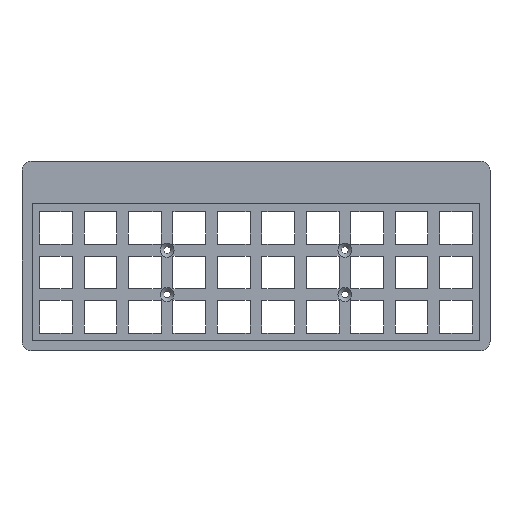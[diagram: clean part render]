
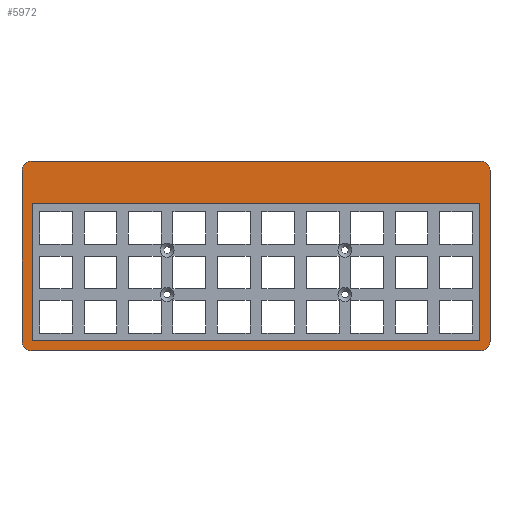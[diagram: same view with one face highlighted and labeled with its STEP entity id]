
A CAD part, top view. The second image highlights one B-rep face of the part: STEP entity #5972.
In plain terms, the highlighted planar face has unit normal (0, 0, 1).
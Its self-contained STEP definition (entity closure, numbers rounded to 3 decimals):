
#119=FACE_BOUND('',#568,.T.);
#166=FACE_OUTER_BOUND('',#567,.T.);
#567=EDGE_LOOP('',(#4303,#4304,#4305,#4306,#4307,#4308,#4309,#4310));
#568=EDGE_LOOP('',(#4311,#4312,#4313,#4314,#4315,#4316,#4317,#4318));
#1043=LINE('',#8532,#1839);
#1047=LINE('',#8544,#1843);
#1051=LINE('',#8556,#1847);
#1177=LINE('',#8822,#1973);
#1180=LINE('',#8830,#1976);
#1183=LINE('',#8838,#1979);
#1185=LINE('',#8844,#1981);
#1186=LINE('',#8845,#1982);
#1839=VECTOR('',#6848,10.);
#1843=VECTOR('',#6860,10.);
#1847=VECTOR('',#6872,10.);
#1973=VECTOR('',#7020,10.);
#1976=VECTOR('',#7029,10.);
#1979=VECTOR('',#7038,10.);
#1981=VECTOR('',#7046,10.);
#1982=VECTOR('',#7047,10.);
#2520=CIRCLE('',#6306,0.4);
#2522=CIRCLE('',#6310,0.4);
#2524=CIRCLE('',#6314,0.4);
#2526=CIRCLE('',#6318,0.4);
#2531=CIRCLE('',#6325,4.);
#2532=CIRCLE('',#6328,4.);
#2533=CIRCLE('',#6331,4.);
#2534=CIRCLE('',#6334,4.);
#2705=VERTEX_POINT('',#8522);
#2706=VERTEX_POINT('',#8524);
#2708=VERTEX_POINT('',#8530);
#2710=VERTEX_POINT('',#8536);
#2712=VERTEX_POINT('',#8542);
#2714=VERTEX_POINT('',#8548);
#2716=VERTEX_POINT('',#8554);
#2718=VERTEX_POINT('',#8560);
#2843=VERTEX_POINT('',#8814);
#2844=VERTEX_POINT('',#8815);
#2845=VERTEX_POINT('',#8820);
#2846=VERTEX_POINT('',#8824);
#2847=VERTEX_POINT('',#8828);
#2848=VERTEX_POINT('',#8832);
#2849=VERTEX_POINT('',#8834);
#2850=VERTEX_POINT('',#8840);
#3269=EDGE_CURVE('',#2705,#2706,#2520,.T.);
#3273=EDGE_CURVE('',#2705,#2708,#1043,.T.);
#3276=EDGE_CURVE('',#2710,#2708,#2522,.T.);
#3279=EDGE_CURVE('',#2710,#2712,#1047,.T.);
#3282=EDGE_CURVE('',#2714,#2712,#2524,.T.);
#3285=EDGE_CURVE('',#2714,#2716,#1051,.T.);
#3288=EDGE_CURVE('',#2718,#2716,#2526,.T.);
#3414=EDGE_CURVE('',#2843,#2844,#2531,.T.);
#3418=EDGE_CURVE('',#2843,#2845,#1177,.T.);
#3419=EDGE_CURVE('',#2846,#2845,#2532,.T.);
#3422=EDGE_CURVE('',#2846,#2847,#1180,.T.);
#3424=EDGE_CURVE('',#2848,#2849,#2533,.T.);
#3426=EDGE_CURVE('',#2848,#2844,#1183,.T.);
#3427=EDGE_CURVE('',#2850,#2847,#2534,.T.);
#3429=EDGE_CURVE('',#2850,#2849,#1185,.T.);
#3430=EDGE_CURVE('',#2718,#2706,#1186,.T.);
#4303=ORIENTED_EDGE('',*,*,#3414,.F.);
#4304=ORIENTED_EDGE('',*,*,#3418,.T.);
#4305=ORIENTED_EDGE('',*,*,#3419,.F.);
#4306=ORIENTED_EDGE('',*,*,#3422,.T.);
#4307=ORIENTED_EDGE('',*,*,#3427,.F.);
#4308=ORIENTED_EDGE('',*,*,#3429,.T.);
#4309=ORIENTED_EDGE('',*,*,#3424,.F.);
#4310=ORIENTED_EDGE('',*,*,#3426,.T.);
#4311=ORIENTED_EDGE('',*,*,#3430,.T.);
#4312=ORIENTED_EDGE('',*,*,#3269,.F.);
#4313=ORIENTED_EDGE('',*,*,#3273,.T.);
#4314=ORIENTED_EDGE('',*,*,#3276,.F.);
#4315=ORIENTED_EDGE('',*,*,#3279,.T.);
#4316=ORIENTED_EDGE('',*,*,#3282,.F.);
#4317=ORIENTED_EDGE('',*,*,#3285,.T.);
#4318=ORIENTED_EDGE('',*,*,#3288,.F.);
#5667=PLANE('',#6335);
#5972=ADVANCED_FACE('',(#166,#119),#5667,.T.);
#6306=AXIS2_PLACEMENT_3D('',#8525,#6841,#6842);
#6310=AXIS2_PLACEMENT_3D('',#8538,#6854,#6855);
#6314=AXIS2_PLACEMENT_3D('',#8550,#6866,#6867);
#6318=AXIS2_PLACEMENT_3D('',#8562,#6878,#6879);
#6325=AXIS2_PLACEMENT_3D('',#8816,#7013,#7014);
#6328=AXIS2_PLACEMENT_3D('',#8825,#7023,#7024);
#6331=AXIS2_PLACEMENT_3D('',#8835,#7033,#7034);
#6334=AXIS2_PLACEMENT_3D('',#8841,#7041,#7042);
#6335=AXIS2_PLACEMENT_3D('',#8843,#7044,#7045);
#6841=DIRECTION('center_axis',(0.,0.,1.));
#6842=DIRECTION('ref_axis',(0.707,-0.707,0.));
#6848=DIRECTION('',(-1.,0.,0.));
#6854=DIRECTION('center_axis',(0.,0.,1.));
#6855=DIRECTION('ref_axis',(-0.707,-0.707,0.));
#6860=DIRECTION('',(0.,1.,0.));
#6866=DIRECTION('center_axis',(0.,0.,1.));
#6867=DIRECTION('ref_axis',(-0.707,0.707,0.));
#6872=DIRECTION('',(1.,0.,0.));
#6878=DIRECTION('center_axis',(0.,0.,1.));
#6879=DIRECTION('ref_axis',(0.707,0.707,0.));
#7013=DIRECTION('center_axis',(0.,0.,-1.));
#7014=DIRECTION('ref_axis',(-0.707,0.707,0.));
#7020=DIRECTION('',(0.,-1.,0.));
#7023=DIRECTION('center_axis',(0.,0.,-1.));
#7024=DIRECTION('ref_axis',(-0.707,-0.707,0.));
#7029=DIRECTION('',(1.,0.,0.));
#7033=DIRECTION('center_axis',(0.,0.,-1.));
#7034=DIRECTION('ref_axis',(0.707,0.707,0.));
#7038=DIRECTION('',(-1.,0.,0.));
#7041=DIRECTION('center_axis',(0.,0.,-1.));
#7042=DIRECTION('ref_axis',(0.707,-0.707,0.));
#7044=DIRECTION('center_axis',(0.,0.,1.));
#7045=DIRECTION('ref_axis',(1.,0.,0.));
#7046=DIRECTION('',(0.,1.,0.));
#7047=DIRECTION('',(0.,-1.,0.));
#8522=CARTESIAN_POINT('',(190.795,-0.342,8.));
#8524=CARTESIAN_POINT('',(191.195,0.058,8.));
#8525=CARTESIAN_POINT('Origin',(190.795,0.058,8.));
#8530=CARTESIAN_POINT('',(-0.105,-0.342,8.));
#8532=CARTESIAN_POINT('',(191.195,-0.342,8.));
#8536=CARTESIAN_POINT('',(-0.505,0.058,8.));
#8538=CARTESIAN_POINT('Origin',(-0.105,0.058,8.));
#8542=CARTESIAN_POINT('',(-0.505,58.008,8.));
#8544=CARTESIAN_POINT('',(-0.505,-0.342,8.));
#8548=CARTESIAN_POINT('',(-0.105,58.408,8.));
#8550=CARTESIAN_POINT('Origin',(-0.105,58.008,8.));
#8554=CARTESIAN_POINT('',(190.795,58.408,8.));
#8556=CARTESIAN_POINT('',(-0.905,58.408,8.));
#8560=CARTESIAN_POINT('',(191.195,58.008,8.));
#8562=CARTESIAN_POINT('Origin',(190.795,58.008,8.));
#8814=CARTESIAN_POINT('',(-4.905,72.408,8.));
#8815=CARTESIAN_POINT('',(-0.905,76.408,8.));
#8816=CARTESIAN_POINT('Origin',(-0.905,72.408,8.));
#8820=CARTESIAN_POINT('',(-4.905,-0.742,8.));
#8822=CARTESIAN_POINT('',(-4.905,-4.742,8.));
#8824=CARTESIAN_POINT('',(-0.905,-4.742,8.));
#8825=CARTESIAN_POINT('Origin',(-0.905,-0.742,8.));
#8828=CARTESIAN_POINT('',(191.595,-4.742,8.));
#8830=CARTESIAN_POINT('',(195.595,-4.742,8.));
#8832=CARTESIAN_POINT('',(191.595,76.408,8.));
#8834=CARTESIAN_POINT('',(195.595,72.408,8.));
#8835=CARTESIAN_POINT('Origin',(191.595,72.408,8.));
#8838=CARTESIAN_POINT('',(-4.905,76.408,8.));
#8840=CARTESIAN_POINT('',(195.595,-0.742,8.));
#8841=CARTESIAN_POINT('Origin',(191.595,-0.742,8.));
#8843=CARTESIAN_POINT('Origin',(95.345,35.833,8.));
#8844=CARTESIAN_POINT('',(195.595,76.408,8.));
#8845=CARTESIAN_POINT('',(191.195,72.008,8.));
